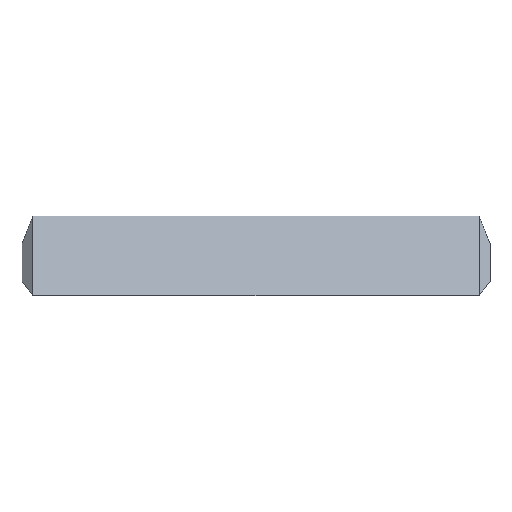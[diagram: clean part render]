
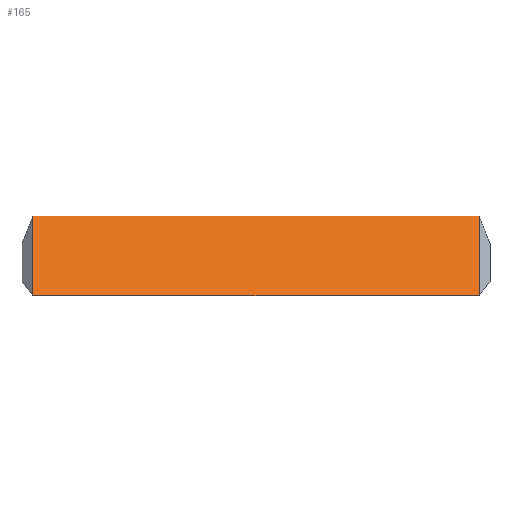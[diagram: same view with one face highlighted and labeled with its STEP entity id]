
A CAD part, top view. The second image highlights one B-rep face of the part: STEP entity #165.
In plain terms, the highlighted planar face has unit normal (0, 0.616, 0.788).
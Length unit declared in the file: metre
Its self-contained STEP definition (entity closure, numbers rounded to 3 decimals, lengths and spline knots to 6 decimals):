
#23=ORIENTED_EDGE('',*,*,#62,.F.);
#24=ORIENTED_EDGE('',*,*,#64,.T.);
#25=ORIENTED_EDGE('',*,*,#57,.T.);
#26=ORIENTED_EDGE('',*,*,#65,.T.);
#57=EDGE_CURVE('',#78,#79,#90,.T.);
#62=EDGE_CURVE('',#82,#83,#95,.T.);
#64=EDGE_CURVE('',#82,#78,#97,.T.);
#65=EDGE_CURVE('',#79,#83,#98,.T.);
#78=VERTEX_POINT('',#252);
#79=VERTEX_POINT('',#253);
#82=VERTEX_POINT('',#261);
#83=VERTEX_POINT('',#263);
#90=LINE('',#251,#111);
#95=LINE('',#262,#116);
#97=LINE('',#266,#118);
#98=LINE('',#267,#119);
#111=VECTOR('',#206,1.);
#116=VECTOR('',#213,1.);
#118=VECTOR('',#217,1.);
#119=VECTOR('',#218,1.);
#132=EDGE_LOOP('',(#23,#24,#25,#26));
#143=FACE_BOUND('',#132,.T.);
#154=PLANE('',#189);
#165=ADVANCED_FACE('',(#143),#154,.F.);
#189=AXIS2_PLACEMENT_3D('',#265,#215,#216);
#206=DIRECTION('',(1.,0.,0.));
#213=DIRECTION('',(1.,0.,0.));
#215=DIRECTION('',(0.,-0.616,-0.788));
#216=DIRECTION('',(0.,0.788,-0.616));
#217=DIRECTION('',(0.,-0.788,0.616));
#218=DIRECTION('',(0.,0.788,-0.616));
#251=CARTESIAN_POINT('',(-0.01595,0.055033,0.031308));
#252=CARTESIAN_POINT('',(-0.0152,0.055033,0.031308));
#253=CARTESIAN_POINT('',(0.0153,0.055033,0.031308));
#261=CARTESIAN_POINT('',(-0.0152,0.060494,0.027041));
#262=CARTESIAN_POINT('',(-0.01595,0.060494,0.027041));
#263=CARTESIAN_POINT('',(0.0153,0.060494,0.027041));
#265=CARTESIAN_POINT('',(-0.01595,0.057764,0.029175));
#266=CARTESIAN_POINT('',(-0.0152,0.057764,0.029175));
#267=CARTESIAN_POINT('',(0.0153,0.060494,0.027041));
